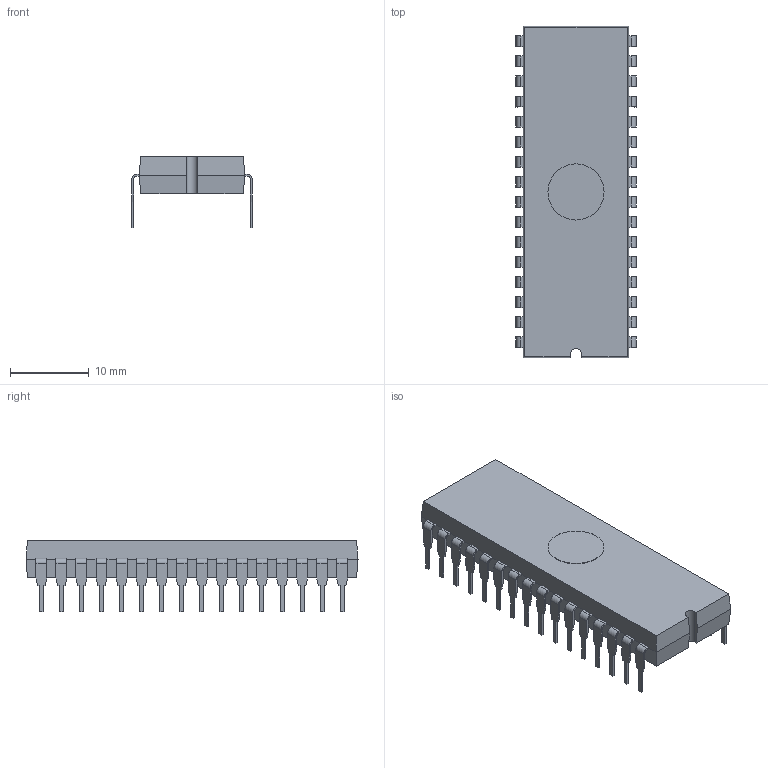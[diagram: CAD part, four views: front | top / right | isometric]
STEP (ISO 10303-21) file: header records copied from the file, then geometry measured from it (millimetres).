
FILE_DESCRIPTION (( 'STEP AP214' ), '1' );
FILE_NAME ('DBDC1295-7594-4FAA-99DE-F4F6BC62680D.STEP', '2008-07-26T12:53:05', ( 'SysAdmin' ), ( 'SolidWorks' ), 'SwSTEP 2.0', 'SolidWorks 2008', '' );
FILE_SCHEMA (( 'AUTOMOTIVE_DESIGN' ));
Length unit declared in the file: millimetre
Products named in the file (1): DBDC1295-7594-4FAA-99DE-F4F6BC62680D
Bounding box: 15.24 x 42.04 x 9.09 mm (x, y, z)
Volume: 2656.1 mm3; surface area: 2168.9 mm2
Topology: 1 solids, 1 shells, 498 faces, 1481 edges, 986 vertices
Faces by surface type: plane 431, cylinder 67
Entity records: 16611 total; most frequent: CARTESIAN_POINT 2966, ORIENTED_EDGE 2962, DIRECTION 2613, EDGE_CURVE 1481, LINE 1347, VECTOR 1347, VERTEX_POINT 986, AXIS2_PLACEMENT_3D 633
